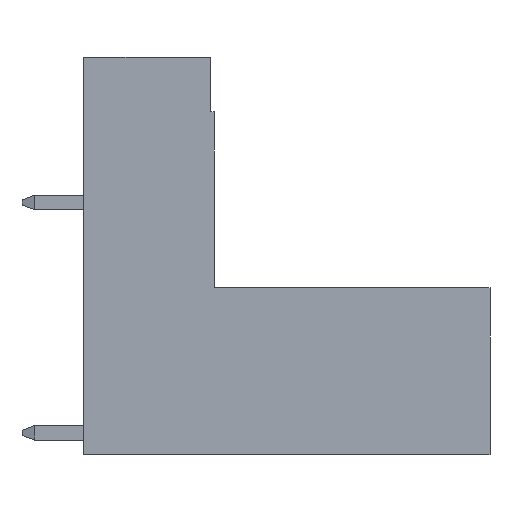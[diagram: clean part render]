
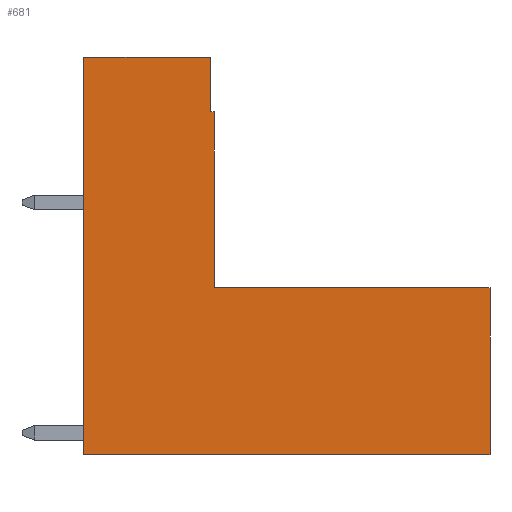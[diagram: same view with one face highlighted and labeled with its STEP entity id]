
A CAD part, left-side view. The second image highlights one B-rep face of the part: STEP entity #681.
In plain terms, the highlighted planar face has unit normal (-1, 0, 0).
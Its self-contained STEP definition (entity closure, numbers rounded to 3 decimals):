
#681 = ADVANCED_FACE( '', ( #1433 ), #1434, .T. );
#1433 = FACE_OUTER_BOUND( '', #2279, .T. );
#1434 = PLANE( '', #2280 );
#2279 = EDGE_LOOP( '', ( #4007, #4008, #4009, #4010, #4011, #4012, #4013, #4014 ) );
#2280 = AXIS2_PLACEMENT_3D( '', #4015, #4016, #4017 );
#4007 = ORIENTED_EDGE( '', *, *, #5816, .F. );
#4008 = ORIENTED_EDGE( '', *, *, #5910, .F. );
#4009 = ORIENTED_EDGE( '', *, *, #5608, .T. );
#4010 = ORIENTED_EDGE( '', *, *, #5791, .T. );
#4011 = ORIENTED_EDGE( '', *, *, #5911, .T. );
#4012 = ORIENTED_EDGE( '', *, *, #5912, .T. );
#4013 = ORIENTED_EDGE( '', *, *, #5913, .T. );
#4014 = ORIENTED_EDGE( '', *, *, #5689, .T. );
#4015 = CARTESIAN_POINT( '', ( -4.205, 0., 0. ) );
#4016 = DIRECTION( '', ( -1., 0., 0. ) );
#4017 = DIRECTION( '', ( 0., 0., 1. ) );
#5608 = EDGE_CURVE( '', #6895, #6896, #6897, .T. );
#5689 = EDGE_CURVE( '', #7013, #7017, #7019, .T. );
#5791 = EDGE_CURVE( '', #6896, #7172, #7174, .T. );
#5816 = EDGE_CURVE( '', #7209, #7017, #7211, .T. );
#5910 = EDGE_CURVE( '', #6895, #7209, #7336, .T. );
#5911 = EDGE_CURVE( '', #7172, #7337, #7338, .T. );
#5912 = EDGE_CURVE( '', #7337, #7339, #7340, .T. );
#5913 = EDGE_CURVE( '', #7339, #7013, #7341, .T. );
#6895 = VERTEX_POINT( '', #8689 );
#6896 = VERTEX_POINT( '', #8690 );
#6897 = LINE( '', #8691, #8692 );
#7013 = VERTEX_POINT( '', #8867 );
#7017 = VERTEX_POINT( '', #8873 );
#7019 = LINE( '', #8876, #8877 );
#7172 = VERTEX_POINT( '', #9102 );
#7174 = LINE( '', #9105, #9106 );
#7209 = VERTEX_POINT( '', #9157 );
#7211 = LINE( '', #9160, #9161 );
#7336 = LINE( '', #9353, #9354 );
#7337 = VERTEX_POINT( '', #9355 );
#7338 = LINE( '', #9356, #9357 );
#7339 = VERTEX_POINT( '', #9358 );
#7340 = LINE( '', #9359, #9360 );
#7341 = LINE( '', #9361, #9362 );
#8689 = CARTESIAN_POINT( '', ( -4.205, 4.2, 17.3 ) );
#8690 = CARTESIAN_POINT( '', ( -4.205, 11.2, 17.3 ) );
#8691 = CARTESIAN_POINT( '', ( -4.205, 4., 17.3 ) );
#8692 = VECTOR( '', #10205, 1000. );
#8867 = CARTESIAN_POINT( '', ( -4.205, 4., 4.6 ) );
#8873 = CARTESIAN_POINT( '', ( -4.205, 4., 14.3 ) );
#8876 = CARTESIAN_POINT( '', ( -4.205, 4., 4.6 ) );
#8877 = VECTOR( '', #10274, 1000. );
#9102 = CARTESIAN_POINT( '', ( -4.205, 11.2, -4.6 ) );
#9105 = CARTESIAN_POINT( '', ( -4.205, 11.2, 17.3 ) );
#9106 = VECTOR( '', #10360, 1000. );
#9157 = CARTESIAN_POINT( '', ( -4.205, 4.2, 14.3 ) );
#9160 = CARTESIAN_POINT( '', ( -4.205, 4.2, 14.3 ) );
#9161 = VECTOR( '', #10381, 1000. );
#9353 = CARTESIAN_POINT( '', ( -4.205, 4.2, 17.3 ) );
#9354 = VECTOR( '', #10449, 1000. );
#9355 = CARTESIAN_POINT( '', ( -4.205, -11.2, -4.6 ) );
#9356 = CARTESIAN_POINT( '', ( -4.205, 11.2, -4.6 ) );
#9357 = VECTOR( '', #10450, 1000. );
#9358 = CARTESIAN_POINT( '', ( -4.205, -11.2, 4.6 ) );
#9359 = CARTESIAN_POINT( '', ( -4.205, -11.2, -4.6 ) );
#9360 = VECTOR( '', #10451, 1000. );
#9361 = CARTESIAN_POINT( '', ( -4.205, -11.2, 4.6 ) );
#9362 = VECTOR( '', #10452, 1000. );
#10205 = DIRECTION( '', ( 0., 1., 0. ) );
#10274 = DIRECTION( '', ( 0., 0., 1. ) );
#10360 = DIRECTION( '', ( 0., 0., -1. ) );
#10381 = DIRECTION( '', ( 0., -1., 0. ) );
#10449 = DIRECTION( '', ( 0., 0., -1. ) );
#10450 = DIRECTION( '', ( 0., -1., 0. ) );
#10451 = DIRECTION( '', ( 0., 0., 1. ) );
#10452 = DIRECTION( '', ( 0., 1., 0. ) );
